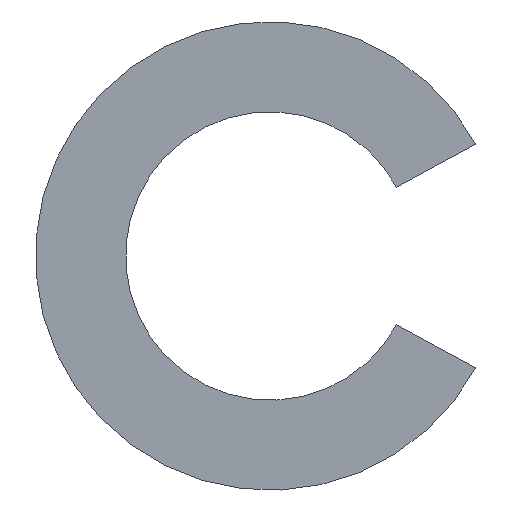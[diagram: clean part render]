
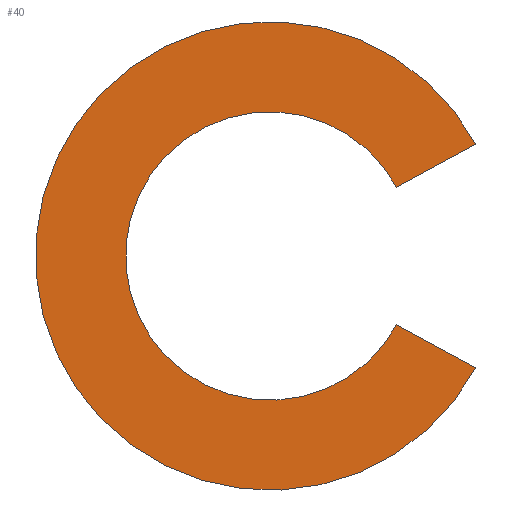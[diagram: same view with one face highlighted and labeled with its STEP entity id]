
A CAD part, front view. The second image highlights one B-rep face of the part: STEP entity #40.
In plain terms, the highlighted planar face has unit normal (0, -1, 0).
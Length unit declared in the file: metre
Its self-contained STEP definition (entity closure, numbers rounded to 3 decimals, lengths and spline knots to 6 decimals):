
#40 = ADVANCED_FACE( '', ( #74 ), #75, .F. );
#74 = FACE_OUTER_BOUND( '', #99, .T. );
#75 = PLANE( '', #100 );
#99 = EDGE_LOOP( '', ( #143, #144, #145, #146 ) );
#100 = AXIS2_PLACEMENT_3D( '', #147, #148, #149 );
#143 = ORIENTED_EDGE( '', *, *, #156, .F. );
#144 = ORIENTED_EDGE( '', *, *, #162, .T. );
#145 = ORIENTED_EDGE( '', *, *, #166, .F. );
#146 = ORIENTED_EDGE( '', *, *, #153, .F. );
#147 = CARTESIAN_POINT( '', ( 0., -0.003, 0. ) );
#148 = DIRECTION( '', ( 0., 1., 0. ) );
#149 = DIRECTION( '', ( 0., 0., 1. ) );
#153 = EDGE_CURVE( '', #172, #174, #175, .T. );
#156 = EDGE_CURVE( '', #178, #172, #179, .T. );
#162 = EDGE_CURVE( '', #178, #186, #188, .T. );
#166 = EDGE_CURVE( '', #174, #186, #192, .T. );
#172 = VERTEX_POINT( '', #198 );
#174 = VERTEX_POINT( '', #201 );
#175 = CIRCLE( '', #202, 0.013 );
#178 = VERTEX_POINT( '', #206 );
#179 = LINE( '', #207, #208 );
#186 = VERTEX_POINT( '', #217 );
#188 = CIRCLE( '', #220, 0.008 );
#192 = LINE( '', #225, #226 );
#198 = CARTESIAN_POINT( '', ( 0.011425, -0.003, -0.006203 ) );
#201 = CARTESIAN_POINT( '', ( 0.011425, -0.003, 0.006203 ) );
#202 = AXIS2_PLACEMENT_3D( '', #232, #233, #234 );
#206 = CARTESIAN_POINT( '', ( 0.007031, -0.003, -0.003817 ) );
#207 = CARTESIAN_POINT( '', ( 0., -0.003, 0. ) );
#208 = VECTOR( '', #236, 1. );
#217 = CARTESIAN_POINT( '', ( 0.007031, -0.003, 0.003817 ) );
#220 = AXIS2_PLACEMENT_3D( '', #243, #244, #245 );
#225 = CARTESIAN_POINT( '', ( 0., -0.003, 0. ) );
#226 = VECTOR( '', #247, 1. );
#232 = CARTESIAN_POINT( '', ( 0., -0.003, 0. ) );
#233 = DIRECTION( '', ( 0., 1., 0. ) );
#234 = DIRECTION( '', ( 1., 0., 0. ) );
#236 = DIRECTION( '', ( 0.879, 0., -0.477 ) );
#243 = CARTESIAN_POINT( '', ( 0., -0.003, 0. ) );
#244 = DIRECTION( '', ( 0., 1., 0. ) );
#245 = DIRECTION( '', ( 1., 0., 0. ) );
#247 = DIRECTION( '', ( -0.879, 0., -0.477 ) );
